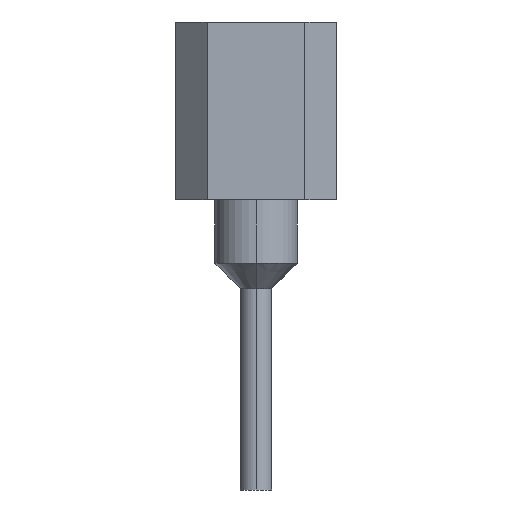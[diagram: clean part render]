
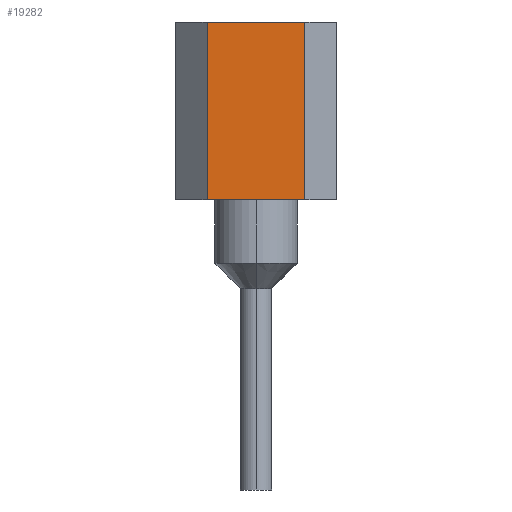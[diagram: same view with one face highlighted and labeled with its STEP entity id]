
A CAD part, left-side view. The second image highlights one B-rep face of the part: STEP entity #19282.
In plain terms, the highlighted planar face has unit normal (-1, 0, 0).
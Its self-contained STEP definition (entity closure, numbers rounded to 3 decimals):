
#19243=CARTESIAN_POINT('',(-1.27,-0.77,1.4));
#19244=DIRECTION('',(-1.0,0.0,0.0));
#19245=DIRECTION('',(0.0,0.0,-1.0));
#19246=AXIS2_PLACEMENT_3D('',#19243,#19244,#19245);
#19247=PLANE('',#19246);
#19248=CARTESIAN_POINT('',(-1.27,-0.77,4.2));
#19249=VERTEX_POINT('',#19248);
#19250=CARTESIAN_POINT('',(-1.27,0.77,4.2));
#19251=VERTEX_POINT('',#19250);
#19252=CARTESIAN_POINT('',(-1.27,-0.77,4.2));
#19253=DIRECTION('',(0.0,1.0,0.0));
#19254=VECTOR('',#19253,1.54);
#19255=LINE('',#19252,#19254);
#19256=EDGE_CURVE('',#19249,#19251,#19255,.T.);
#19257=ORIENTED_EDGE('',*,*,#19256,.T.);
#19258=CARTESIAN_POINT('',(-1.27,0.77,1.4));
#19259=VERTEX_POINT('',#19258);
#19260=CARTESIAN_POINT('',(-1.27,0.77,1.4));
#19261=DIRECTION('',(0.0,0.0,1.0));
#19262=VECTOR('',#19261,2.8);
#19263=LINE('',#19260,#19262);
#19264=EDGE_CURVE('',#19259,#19251,#19263,.T.);
#19265=ORIENTED_EDGE('',*,*,#19264,.F.);
#19266=CARTESIAN_POINT('',(-1.27,-0.77,1.4));
#19267=VERTEX_POINT('',#19266);
#19268=CARTESIAN_POINT('',(-1.27,0.77,1.4));
#19269=DIRECTION('',(0.0,-1.0,0.0));
#19270=VECTOR('',#19269,1.54);
#19271=LINE('',#19268,#19270);
#19272=EDGE_CURVE('',#19259,#19267,#19271,.T.);
#19273=ORIENTED_EDGE('',*,*,#19272,.T.);
#19274=CARTESIAN_POINT('',(-1.27,-0.77,1.4));
#19275=DIRECTION('',(0.0,0.0,1.0));
#19276=VECTOR('',#19275,2.8);
#19277=LINE('',#19274,#19276);
#19278=EDGE_CURVE('',#19267,#19249,#19277,.T.);
#19279=ORIENTED_EDGE('',*,*,#19278,.T.);
#19280=EDGE_LOOP('',(#19257,#19265,#19273,#19279));
#19281=FACE_OUTER_BOUND('',#19280,.T.);
#19282=ADVANCED_FACE('',(#19281),#19247,.T.);
